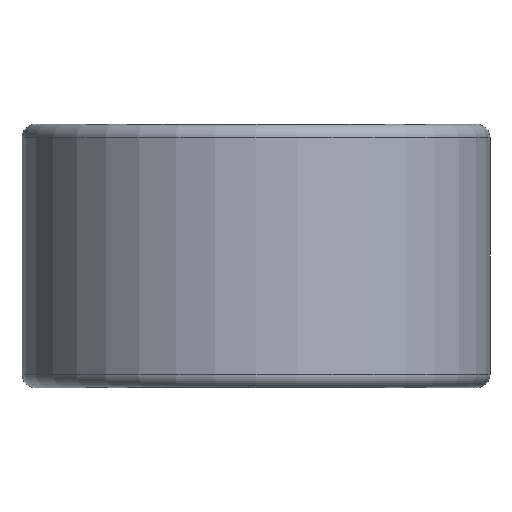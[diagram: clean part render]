
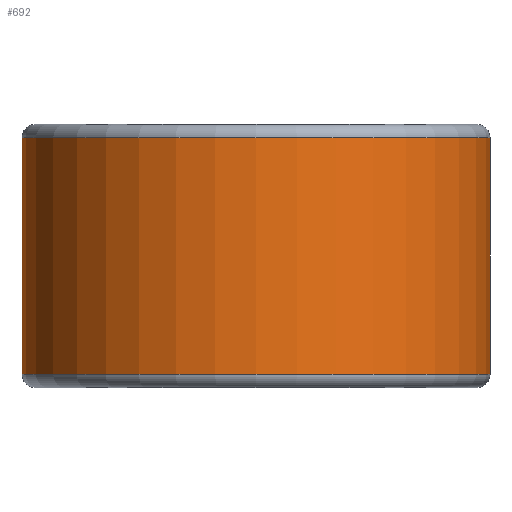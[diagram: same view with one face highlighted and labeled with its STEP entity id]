
A CAD part, front view. The second image highlights one B-rep face of the part: STEP entity #692.
In plain terms, the highlighted cylindrical face has radius 8 mm (diameter 16 mm), a partial arc.
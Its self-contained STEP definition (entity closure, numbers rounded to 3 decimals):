
#692 = ADVANCED_FACE ( 'NONE', ( #1895 ), #1897, .T. ) ;
#840 = EDGE_CURVE ( 'NONE', #1558, #1566, #3257, .T. ) ;
#864 = EDGE_CURVE ( 'NONE', #1535, #1600, #3267, .T. ) ;
#1062 = EDGE_CURVE ( 'NONE', #1566, #1535, #1981, .T. ) ;
#1124 = EDGE_CURVE ( 'NONE', #1558, #1600, #1401, .T. ) ;
#1232 = AXIS2_PLACEMENT_3D ( 'NONE', #4767, #4817, #4769 ) ;
#1264 = AXIS2_PLACEMENT_3D ( 'NONE', #2223, #2205, #2204 ) ;
#1273 = AXIS2_PLACEMENT_3D ( 'NONE', #3859, #3828, #3827 ) ;
#1397 = VECTOR ( 'NONE', #3403, 1000. ) ;
#1401 = LINE ( 'NONE', #3402, #1397 ) ;
#1535 = VERTEX_POINT ( 'NONE', #3557 ) ;
#1558 = VERTEX_POINT ( 'NONE', #3567 ) ;
#1566 = VERTEX_POINT ( 'NONE', #3572 ) ;
#1600 = VERTEX_POINT ( 'NONE', #3575 ) ;
#1895 = FACE_OUTER_BOUND ( 'NONE', #4188, .T. ) ;
#1897 = CYLINDRICAL_SURFACE ( 'NONE', #1232, 8. ) ;
#1981 = LINE ( 'NONE', #2873, #1987 ) ;
#1987 = VECTOR ( 'NONE', #2877, 1000. ) ;
#2204 = DIRECTION ( 'NONE',  ( 1., 0., 0. ) ) ;
#2205 = DIRECTION ( 'NONE',  ( 0., 0., -1. ) ) ;
#2223 = CARTESIAN_POINT ( 'NONE',  ( 0., 0., 4.05 ) ) ;
#2873 = CARTESIAN_POINT ( 'NONE',  ( -8., 0., 4.5 ) ) ;
#2877 = DIRECTION ( 'NONE',  ( 0., 0., -1. ) ) ;
#3257 = CIRCLE ( 'NONE', #1264, 8. ) ;
#3267 = CIRCLE ( 'NONE', #1273, 8. ) ;
#3312 = ORIENTED_EDGE ( 'NONE', *, *, #1124, .F. ) ;
#3313 = ORIENTED_EDGE ( 'NONE', *, *, #840, .T. ) ;
#3314 = ORIENTED_EDGE ( 'NONE', *, *, #1062, .T. ) ;
#3315 = ORIENTED_EDGE ( 'NONE', *, *, #864, .T. ) ;
#3402 = CARTESIAN_POINT ( 'NONE',  ( 8., 0., 4.5 ) ) ;
#3403 = DIRECTION ( 'NONE',  ( 0., 0., -1. ) ) ;
#3557 = CARTESIAN_POINT ( 'NONE',  ( -8., 0., -4.05 ) ) ;
#3567 = CARTESIAN_POINT ( 'NONE',  ( 8., 0., 4.05 ) ) ;
#3572 = CARTESIAN_POINT ( 'NONE',  ( -8., 0., 4.05 ) ) ;
#3575 = CARTESIAN_POINT ( 'NONE',  ( 8., 0., -4.05 ) ) ;
#3827 = DIRECTION ( 'NONE',  ( 1., 0., 0. ) ) ;
#3828 = DIRECTION ( 'NONE',  ( 0., 0., 1. ) ) ;
#3859 = CARTESIAN_POINT ( 'NONE',  ( 0., 0., -4.05 ) ) ;
#4188 = EDGE_LOOP ( 'NONE', ( #3312, #3313, #3314, #3315 ) ) ;
#4767 = CARTESIAN_POINT ( 'NONE',  ( 0., 0., 4.5 ) ) ;
#4769 = DIRECTION ( 'NONE',  ( -1., 0., 0. ) ) ;
#4817 = DIRECTION ( 'NONE',  ( 0., 0., -1. ) ) ;
